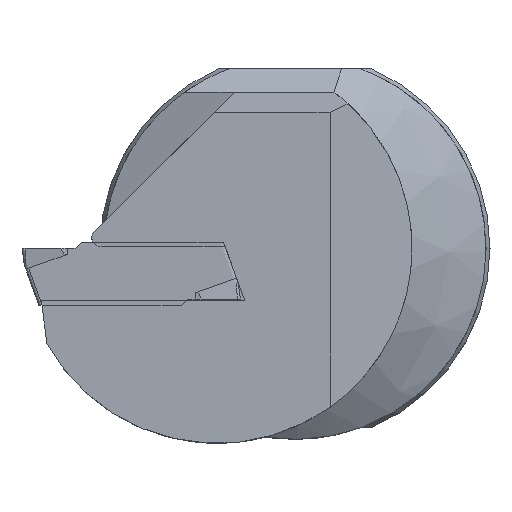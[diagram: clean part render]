
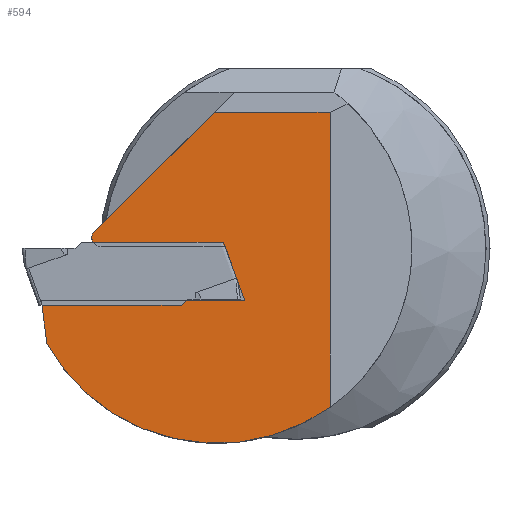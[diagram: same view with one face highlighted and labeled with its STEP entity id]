
A CAD part, left-side view. The second image highlights one B-rep face of the part: STEP entity #594.
In plain terms, the highlighted planar face has unit normal (-1, 0, 0).
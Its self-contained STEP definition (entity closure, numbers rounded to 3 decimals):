
#525=CIRCLE('',#1724,12.5);
#526=CIRCLE('',#1725,0.6);
#594=ADVANCED_FACE('',(#694),#640,.T.);
#640=PLANE('',#1726);
#694=FACE_OUTER_BOUND('',#756,.T.);
#756=EDGE_LOOP('',(#1035,#1036,#1037,#1038,#1039,#1040,#1041,#1042,#1043));
#1035=ORIENTED_EDGE('',*,*,#1387,.F.);
#1036=ORIENTED_EDGE('',*,*,#1388,.F.);
#1037=ORIENTED_EDGE('',*,*,#1389,.F.);
#1038=ORIENTED_EDGE('',*,*,#1390,.F.);
#1039=ORIENTED_EDGE('',*,*,#1391,.T.);
#1040=ORIENTED_EDGE('',*,*,#1392,.F.);
#1041=ORIENTED_EDGE('',*,*,#1393,.F.);
#1042=ORIENTED_EDGE('',*,*,#1394,.F.);
#1043=ORIENTED_EDGE('',*,*,#1395,.F.);
#1239=VERTEX_POINT('',#2430);
#1240=VERTEX_POINT('',#2431);
#1241=VERTEX_POINT('',#2433);
#1242=VERTEX_POINT('',#2435);
#1243=VERTEX_POINT('',#2437);
#1244=VERTEX_POINT('',#2439);
#1245=VERTEX_POINT('',#2441);
#1246=VERTEX_POINT('',#2443);
#1247=VERTEX_POINT('',#2445);
#1387=EDGE_CURVE('',#1239,#1240,#1511,.T.);
#1388=EDGE_CURVE('',#1241,#1239,#1512,.T.);
#1389=EDGE_CURVE('',#1242,#1241,#525,.T.);
#1390=EDGE_CURVE('',#1243,#1242,#1513,.T.);
#1391=EDGE_CURVE('',#1243,#1244,#1514,.T.);
#1392=EDGE_CURVE('',#1245,#1244,#1515,.T.);
#1393=EDGE_CURVE('',#1246,#1245,#526,.T.);
#1394=EDGE_CURVE('',#1247,#1246,#1516,.T.);
#1395=EDGE_CURVE('',#1240,#1247,#1517,.T.);
#1511=LINE('',#2429,#1611);
#1512=LINE('',#2432,#1612);
#1513=LINE('',#2436,#1613);
#1514=LINE('',#2438,#1614);
#1515=LINE('',#2440,#1615);
#1516=LINE('',#2444,#1616);
#1517=LINE('',#2446,#1617);
#1611=VECTOR('',#1988,1.);
#1612=VECTOR('',#1989,1.);
#1613=VECTOR('',#1992,1.);
#1614=VECTOR('',#1993,1.);
#1615=VECTOR('',#1994,1.);
#1616=VECTOR('',#1997,1.);
#1617=VECTOR('',#1998,1.);
#1724=AXIS2_PLACEMENT_3D('',#2434,#1990,#1991);
#1725=AXIS2_PLACEMENT_3D('',#2442,#1995,#1996);
#1726=AXIS2_PLACEMENT_3D('',#2447,#1999,#2000);
#1988=DIRECTION('',(0.,-1.,0.));
#1989=DIRECTION('',(0.,0.122,0.993));
#1990=DIRECTION('',(1.,0.,0.));
#1991=DIRECTION('',(0.,0.,1.));
#1992=DIRECTION('',(0.,0.,-1.));
#1993=DIRECTION('',(0.,1.,0.));
#1994=DIRECTION('',(0.,-0.707,0.707));
#1995=DIRECTION('',(1.,0.,0.));
#1996=DIRECTION('',(0.,0.,1.));
#1997=DIRECTION('',(0.,1.,0.));
#1998=DIRECTION('',(0.,0.342,0.94));
#1999=DIRECTION('',(-1.,0.,0.));
#2000=DIRECTION('',(0.,0.,1.));
#2429=CARTESIAN_POINT('',(0.25,-18.5,-3.35));
#2430=CARTESIAN_POINT('',(0.25,16.25,-3.35));
#2431=CARTESIAN_POINT('',(0.25,3.221,-3.35));
#2432=CARTESIAN_POINT('',(0.25,16.139,-4.253));
#2433=CARTESIAN_POINT('',(0.25,15.913,-6.095));
#2434=CARTESIAN_POINT('',(0.25,5.,0.));
#2435=CARTESIAN_POINT('',(0.25,-2.25,-10.183));
#2436=CARTESIAN_POINT('',(0.25,-2.25,0.));
#2437=CARTESIAN_POINT('',(0.25,-2.25,8.718));
#2438=CARTESIAN_POINT('',(0.25,-18.5,8.718));
#2439=CARTESIAN_POINT('',(0.25,5.182,8.718));
#2440=CARTESIAN_POINT('',(0.25,-2.3,16.2));
#2441=CARTESIAN_POINT('',(0.25,12.981,0.919));
#2442=CARTESIAN_POINT('',(0.25,12.422,0.7));
#2443=CARTESIAN_POINT('',(0.25,12.422,0.1));
#2444=CARTESIAN_POINT('',(0.25,-18.5,0.1));
#2445=CARTESIAN_POINT('',(0.25,4.477,0.1));
#2446=CARTESIAN_POINT('',(0.25,1.757,-7.373));
#2447=CARTESIAN_POINT('',(0.25,-18.5,0.));
